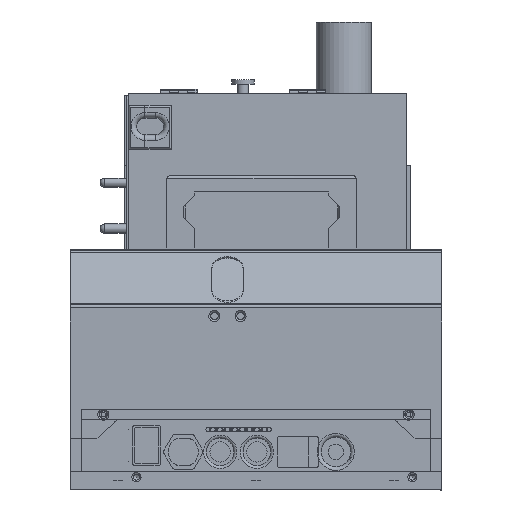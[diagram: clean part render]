
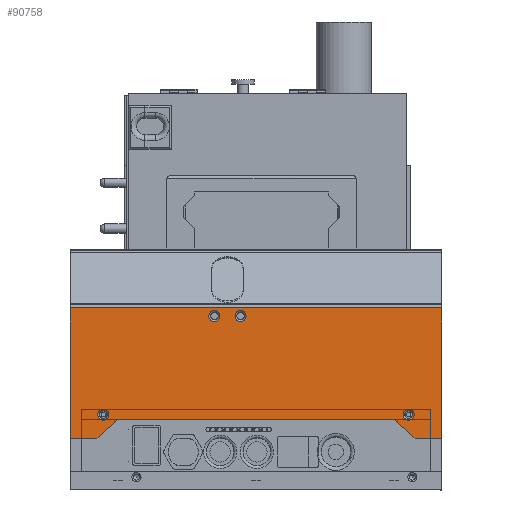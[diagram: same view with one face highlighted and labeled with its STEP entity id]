
A CAD part, left-side view. The second image highlights one B-rep face of the part: STEP entity #90758.
In plain terms, the highlighted planar face has unit normal (-1, 0, 0).
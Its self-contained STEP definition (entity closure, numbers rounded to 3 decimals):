
#39123=PLANE('',#88214);
#40569=CIRCLE('',#88215,5.1);
#40570=CIRCLE('',#88216,5.1);
#40571=CIRCLE('',#88217,4.9);
#40572=CIRCLE('',#88218,4.9);
#40573=CIRCLE('',#88219,3.);
#40574=CIRCLE('',#88220,3.);
#40575=CIRCLE('',#88221,3.);
#40576=CIRCLE('',#88222,3.);
#46994=ORIENTED_EDGE('',*,*,#58507,.T.);
#46995=ORIENTED_EDGE('',*,*,#58508,.F.);
#46996=ORIENTED_EDGE('',*,*,#58493,.F.);
#46997=ORIENTED_EDGE('',*,*,#58506,.T.);
#46998=ORIENTED_EDGE('',*,*,#58470,.F.);
#46999=ORIENTED_EDGE('',*,*,#58509,.F.);
#47000=ORIENTED_EDGE('',*,*,#58510,.T.);
#47001=ORIENTED_EDGE('',*,*,#58511,.F.);
#47002=ORIENTED_EDGE('',*,*,#58512,.F.);
#47003=ORIENTED_EDGE('',*,*,#58513,.F.);
#47004=ORIENTED_EDGE('',*,*,#58514,.F.);
#47005=ORIENTED_EDGE('',*,*,#58515,.F.);
#47006=ORIENTED_EDGE('',*,*,#58516,.F.);
#47007=ORIENTED_EDGE('',*,*,#58517,.F.);
#47008=ORIENTED_EDGE('',*,*,#58518,.F.);
#47009=ORIENTED_EDGE('',*,*,#58519,.F.);
#50096=VECTOR('',#71353,1.);
#50107=VECTOR('',#71398,1.);
#50116=VECTOR('',#71421,1.);
#50117=VECTOR('',#71426,1.);
#50118=VECTOR('',#71427,1.);
#50119=VECTOR('',#71430,1.);
#50120=VECTOR('',#71433,1.);
#50121=VECTOR('',#71436,1.);
#52272=LINE('',#79556,#50096);
#52283=LINE('',#79602,#50107);
#52292=LINE('',#79627,#50116);
#52293=LINE('',#79632,#50117);
#52294=LINE('',#79634,#50118);
#52295=LINE('',#79638,#50119);
#52296=LINE('',#79642,#50120);
#52297=LINE('',#79645,#50121);
#54881=VERTEX_POINT('',#79553);
#54882=VERTEX_POINT('',#79555);
#54899=VERTEX_POINT('',#79599);
#54900=VERTEX_POINT('',#79601);
#54910=VERTEX_POINT('',#79629);
#54911=VERTEX_POINT('',#79630);
#54912=VERTEX_POINT('',#79633);
#54913=VERTEX_POINT('',#79635);
#54914=VERTEX_POINT('',#79637);
#54915=VERTEX_POINT('',#79639);
#54916=VERTEX_POINT('',#79641);
#54917=VERTEX_POINT('',#79643);
#54918=VERTEX_POINT('',#79646);
#54919=VERTEX_POINT('',#79648);
#54920=VERTEX_POINT('',#79650);
#54921=VERTEX_POINT('',#79652);
#58470=EDGE_CURVE('',#54881,#54882,#52272,.T.);
#58493=EDGE_CURVE('',#54899,#54900,#52283,.T.);
#58506=EDGE_CURVE('',#54899,#54882,#52292,.T.);
#58507=EDGE_CURVE('',#54910,#54911,#40569,.T.);
#58508=EDGE_CURVE('',#54900,#54911,#52293,.T.);
#58509=EDGE_CURVE('',#54912,#54881,#52294,.T.);
#58510=EDGE_CURVE('',#54912,#54913,#40570,.T.);
#58511=EDGE_CURVE('',#54914,#54913,#52295,.T.);
#58512=EDGE_CURVE('',#54915,#54914,#40571,.T.);
#58513=EDGE_CURVE('',#54916,#54915,#52296,.T.);
#58514=EDGE_CURVE('',#54917,#54916,#40572,.T.);
#58515=EDGE_CURVE('',#54910,#54917,#52297,.T.);
#58516=EDGE_CURVE('',#54918,#54918,#40573,.T.);
#58517=EDGE_CURVE('',#54919,#54919,#40574,.T.);
#58518=EDGE_CURVE('',#54920,#54920,#40575,.T.);
#58519=EDGE_CURVE('',#54921,#54921,#40576,.T.);
#61170=EDGE_LOOP('',(#46994,#46995,#46996,#46997,#46998,#46999,#47000,#47001,
#47002,#47003,#47004,#47005));
#61171=EDGE_LOOP('',(#47006));
#61172=EDGE_LOOP('',(#47007));
#61173=EDGE_LOOP('',(#47008));
#61174=EDGE_LOOP('',(#47009));
#63649=FACE_BOUND('',#61170,.T.);
#63650=FACE_BOUND('',#61171,.T.);
#63651=FACE_BOUND('',#61172,.T.);
#63652=FACE_BOUND('',#61173,.T.);
#63653=FACE_BOUND('',#61174,.T.);
#71353=DIRECTION('',(0.,70.964,0.));
#71398=DIRECTION('',(0.,-70.964,0.));
#71421=DIRECTION('',(0.,0.,-202.));
#71422=DIRECTION('',(-1.,0.,0.));
#71423=DIRECTION('',(0.,1.,0.));
#71424=DIRECTION('',(-1.,0.,0.));
#71425=DIRECTION('',(0.,-3.606,-3.606));
#71426=DIRECTION('',(0.,0.,-12.888));
#71427=DIRECTION('',(0.,0.,-12.888));
#71428=DIRECTION('',(-1.,0.,0.));
#71429=DIRECTION('',(0.,-5.1,0.));
#71430=DIRECTION('',(0.,-7.471,-7.471));
#71431=DIRECTION('',(-1.,0.,0.));
#71432=DIRECTION('',(0.,4.9,0.));
#71433=DIRECTION('',(0.,0.,-147.141));
#71434=DIRECTION('',(-1.,0.,0.));
#71435=DIRECTION('',(0.,3.465,3.465));
#71436=DIRECTION('',(0.,7.471,-7.471));
#71437=DIRECTION('',(-1.,0.,0.));
#71438=DIRECTION('',(0.,0.,3.));
#71439=DIRECTION('',(-1.,0.,0.));
#71440=DIRECTION('',(0.,-3.,0.));
#71441=DIRECTION('',(-1.,0.,0.));
#71442=DIRECTION('',(0.,-3.,0.));
#71443=DIRECTION('',(-1.,0.,0.));
#71444=DIRECTION('',(0.,0.,3.));
#79553=CARTESIAN_POINT('',(0.,18.,-202.5));
#79555=CARTESIAN_POINT('',(0.,88.964,-202.5));
#79556=CARTESIAN_POINT('',(0.,18.,-202.5));
#79599=CARTESIAN_POINT('',(0.,88.964,-0.5));
#79601=CARTESIAN_POINT('',(0.,18.,-0.5));
#79602=CARTESIAN_POINT('',(0.,88.964,-0.5));
#79627=CARTESIAN_POINT('',(0.,88.964,-0.5));
#79628=CARTESIAN_POINT('',(0.,88.964,-202.5));
#79629=CARTESIAN_POINT('',(0.,19.494,-16.994));
#79630=CARTESIAN_POINT('',(0.,18.,-13.388));
#79631=CARTESIAN_POINT('',(0.,23.1,-13.388));
#79632=CARTESIAN_POINT('',(0.,18.,-0.5));
#79633=CARTESIAN_POINT('',(0.,18.,-189.612));
#79634=CARTESIAN_POINT('',(0.,18.,-189.612));
#79635=CARTESIAN_POINT('',(0.,19.494,-186.006));
#79636=CARTESIAN_POINT('',(0.,23.1,-189.612));
#79637=CARTESIAN_POINT('',(0.,26.965,-178.535));
#79638=CARTESIAN_POINT('',(0.,26.965,-178.535));
#79639=CARTESIAN_POINT('',(0.,28.4,-175.07));
#79640=CARTESIAN_POINT('',(0.,23.5,-175.07));
#79641=CARTESIAN_POINT('',(0.,28.4,-27.93));
#79642=CARTESIAN_POINT('',(0.,28.4,-27.93));
#79643=CARTESIAN_POINT('',(0.,26.965,-24.465));
#79644=CARTESIAN_POINT('',(0.,23.5,-27.93));
#79645=CARTESIAN_POINT('',(0.,19.494,-16.994));
#79646=CARTESIAN_POINT('',(0.,84.5,-106.9));
#79647=CARTESIAN_POINT('',(0.,84.5,-109.9));
#79648=CARTESIAN_POINT('',(0.,28.,-18.5));
#79649=CARTESIAN_POINT('',(0.,31.,-18.5));
#79650=CARTESIAN_POINT('',(0.,28.,-184.5));
#79651=CARTESIAN_POINT('',(0.,31.,-184.5));
#79652=CARTESIAN_POINT('',(0.,84.5,-121.1));
#79653=CARTESIAN_POINT('',(0.,84.5,-124.1));
#88214=AXIS2_PLACEMENT_3D('',#79628,#71422,#71423);
#88215=AXIS2_PLACEMENT_3D('',#79631,#71424,#71425);
#88216=AXIS2_PLACEMENT_3D('',#79636,#71428,#71429);
#88217=AXIS2_PLACEMENT_3D('',#79640,#71431,#71432);
#88218=AXIS2_PLACEMENT_3D('',#79644,#71434,#71435);
#88219=AXIS2_PLACEMENT_3D('',#79647,#71437,#71438);
#88220=AXIS2_PLACEMENT_3D('',#79649,#71439,#71440);
#88221=AXIS2_PLACEMENT_3D('',#79651,#71441,#71442);
#88222=AXIS2_PLACEMENT_3D('',#79653,#71443,#71444);
#90758=ADVANCED_FACE('',(#63649,#63650,#63651,#63652,#63653),#39123,.T.);
